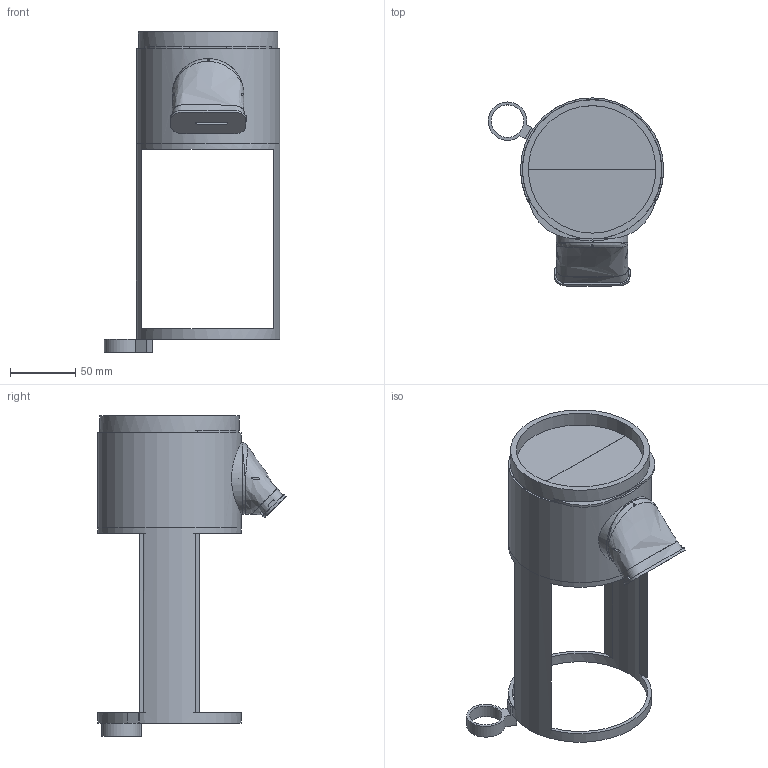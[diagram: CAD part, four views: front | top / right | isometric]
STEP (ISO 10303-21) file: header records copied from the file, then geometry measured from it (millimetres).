
FILE_DESCRIPTION(/* description */ ('','CAx-IF Rec.Pracs.---Representation and Presentation of Product Manufacturing Information (PMI)---4.0---2014-10-13'),/* implementation_level */ '2;1');
FILE_NAME(/* name */ 'KittyFeed_v2.step',/* time_stamp */ '2025-03-23T10:51:06+05:30',/* author */ ('drakari'),/* organization */ ('Akari'),/* preprocessor_version */ 'ST-DEVELOPER v20',/* originating_system */ 'Autodesk Translation Framework v13.20.0.188',/* authorisation */ '');
FILE_SCHEMA (('AP242_MANAGED_MODEL_BASED_3D_ENGINEERING_MIM_LF { 1 0 10303 442 1 1 4 }'));
Length unit declared in the file: millimetre
Products named in the file (4): KittyFeed_v2; Enclosure_switch_board; ESP32 DEV Board; MG995OWN
Assembly tree (3 placements, depth 3):
  KittyFeed_v2
    Enclosure_switch_board
      ESP32 DEV Board
    MG995OWN
Bounding box: 134.7 x 144.61 x 246 mm (x, y, z)
Volume: 297836.4 mm3; surface area: 217142.3 mm2
Topology: 15 solids, 15 shells, 1068 faces, 2837 edges, 1859 vertices
Faces by surface type: plane 631, cylinder 296, bspline 137, torus 4
Full cylindrical faces by diameter (mm): 1.2 x3, 1.5 x6, 1.654 x18, 1.801 x1, 1.808 x18, 1.814 x1, 3 x6, 3.5 x2, 4 x16, 4.6 x3, 5.8 x1, 6 x2, 10 x2, 10.5 x1, 13 x1, 15.08 x1, 22 x1, 24 x1, 25 x1, 35 x1, 50 x1, 50.2 x1, 55 x1, 63.923 x1, 98 x1, 104 x1, 105 x1, 107 x1, 110 x2
Entity records: 40615 total; most frequent: CARTESIAN_POINT 14070, ORIENTED_EDGE 5662, DIRECTION 5187, EDGE_CURVE 2831, VERTEX_POINT 1860, AXIS2_PLACEMENT_3D 1796, LINE 1595, VECTOR 1595
